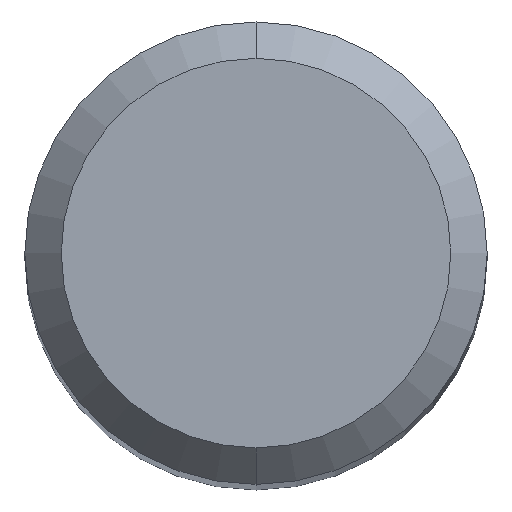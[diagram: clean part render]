
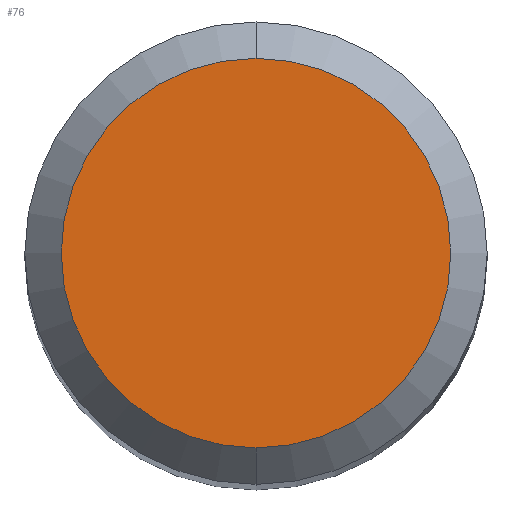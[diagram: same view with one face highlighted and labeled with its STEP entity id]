
A CAD part, top view. The second image highlights one B-rep face of the part: STEP entity #76.
In plain terms, the highlighted planar face has unit normal (0, 0, 1).
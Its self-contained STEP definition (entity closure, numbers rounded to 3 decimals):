
#52=PLANE('',#436);
#76=ADVANCED_FACE('',(#99),#52,.F.);
#99=FACE_OUTER_BOUND('',#120,.T.);
#120=EDGE_LOOP('',(#180,#181));
#180=ORIENTED_EDGE('',*,*,#256,.F.);
#181=ORIENTED_EDGE('',*,*,#255,.F.);
#221=VERTEX_POINT('',#649);
#222=VERTEX_POINT('',#651);
#255=EDGE_CURVE('',#222,#221,#280,.T.);
#256=EDGE_CURVE('',#221,#222,#281,.T.);
#280=CIRCLE('',#433,5.35);
#281=CIRCLE('',#435,5.35);
#433=AXIS2_PLACEMENT_3D('',#652,#545,#546);
#435=AXIS2_PLACEMENT_3D('',#654,#549,#550);
#436=AXIS2_PLACEMENT_3D('',#655,#551,#552);
#545=DIRECTION('',(0.,0.,-1.));
#546=DIRECTION('',(0.,1.,0.));
#549=DIRECTION('',(0.,0.,-1.));
#550=DIRECTION('',(0.,-1.,0.));
#551=DIRECTION('',(0.,0.,-1.));
#552=DIRECTION('',(0.,-1.,0.));
#649=CARTESIAN_POINT('',(0.,-5.35,0.));
#651=CARTESIAN_POINT('',(0.,5.35,0.));
#652=CARTESIAN_POINT('',(0.,0.,0.));
#654=CARTESIAN_POINT('',(0.,0.,0.));
#655=CARTESIAN_POINT('',(0.,0.,0.));
